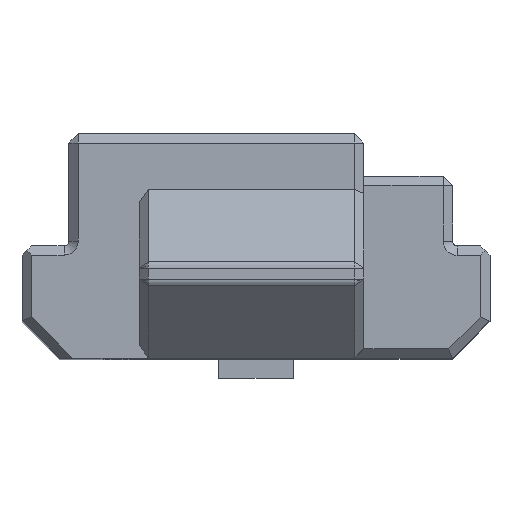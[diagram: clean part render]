
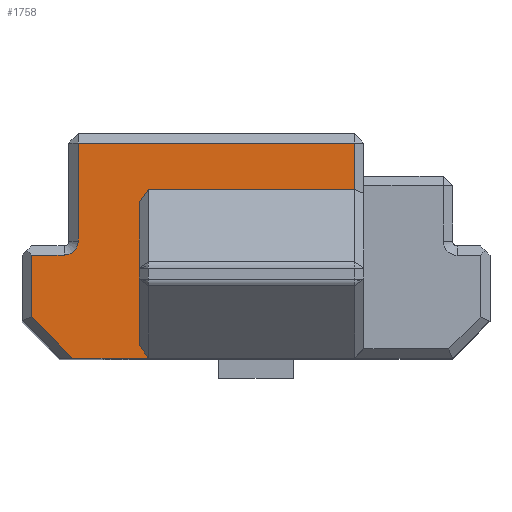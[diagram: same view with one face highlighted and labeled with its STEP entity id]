
A CAD part, top view. The second image highlights one B-rep face of the part: STEP entity #1758.
In plain terms, the highlighted planar face has unit normal (0, 0, 1).
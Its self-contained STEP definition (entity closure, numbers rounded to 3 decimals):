
#41 = LINE ( 'NONE', #705, #661 ) ;
#42 = EDGE_CURVE ( 'NONE', #2939, #2629, #2774, .T. ) ;
#63 = LINE ( 'NONE', #1053, #1026 ) ;
#147 = CARTESIAN_POINT ( 'NONE',  ( -19.566, -11.98, 45. ) ) ;
#184 = DIRECTION ( 'NONE',  ( -1., 0., 0. ) ) ;
#194 = CARTESIAN_POINT ( 'NONE',  ( -11.48, -11.98, 45. ) ) ;
#199 = VECTOR ( 'NONE', #3810, 1000. ) ;
#211 = VECTOR ( 'NONE', #2561, 1000. ) ;
#239 = VERTEX_POINT ( 'NONE', #2562 ) ;
#240 = EDGE_CURVE ( 'NONE', #2580, #1523, #2675, .T. ) ;
#255 = LINE ( 'NONE', #4237, #3807 ) ;
#355 = AXIS2_PLACEMENT_3D ( 'NONE', #2487, #3206, #184 ) ;
#524 = ORIENTED_EDGE ( 'NONE', *, *, #3419, .T. ) ;
#652 = ORIENTED_EDGE ( 'NONE', *, *, #2329, .T. ) ;
#661 = VECTOR ( 'NONE', #2742, 1000. ) ;
#705 = CARTESIAN_POINT ( 'NONE',  ( -12.48, -11.98, 45. ) ) ;
#881 = DIRECTION ( 'NONE',  ( 0., 0., -1. ) ) ;
#925 = CARTESIAN_POINT ( 'NONE',  ( -24.98, 6.02, 45. ) ) ;
#931 = LINE ( 'NONE', #2882, #1582 ) ;
#934 = VERTEX_POINT ( 'NONE', #147 ) ;
#952 = VERTEX_POINT ( 'NONE', #3170 ) ;
#962 = DIRECTION ( 'NONE',  ( 0.577, 0.816, 0. ) ) ;
#1026 = VECTOR ( 'NONE', #1379, 1000. ) ;
#1053 = CARTESIAN_POINT ( 'NONE',  ( -18.98, 11.98, 45. ) ) ;
#1203 = ORIENTED_EDGE ( 'NONE', *, *, #1750, .T. ) ;
#1250 = DIRECTION ( 'NONE',  ( 0., -1., 0. ) ) ;
#1270 = CARTESIAN_POINT ( 'NONE',  ( -18.98, 10.98, 45. ) ) ;
#1298 = EDGE_LOOP ( 'NONE', ( #2387, #1203, #2544, #4296, #1646, #652, #3421, #524, #2731, #1465, #2286, #2872 ) ) ;
#1379 = DIRECTION ( 'NONE',  ( 0., -1., 0. ) ) ;
#1465 = ORIENTED_EDGE ( 'NONE', *, *, #3957, .T. ) ;
#1523 = VERTEX_POINT ( 'NONE', #2611 ) ;
#1582 = VECTOR ( 'NONE', #3254, 1000. ) ;
#1644 = VERTEX_POINT ( 'NONE', #4101 ) ;
#1646 = ORIENTED_EDGE ( 'NONE', *, *, #4051, .F. ) ;
#1750 = EDGE_CURVE ( 'NONE', #1644, #934, #3832, .T. ) ;
#1758 = ADVANCED_FACE ( 'NONE', ( #1873 ), #1798, .F. ) ;
#1798 = PLANE ( 'NONE',  #355 ) ;
#1828 = VERTEX_POINT ( 'NONE', #3315 ) ;
#1853 = DIRECTION ( 'NONE',  ( 0., 1., 0. ) ) ;
#1873 = FACE_OUTER_BOUND ( 'NONE', #1298, .T. ) ;
#1884 = VERTEX_POINT ( 'NONE', #1270 ) ;
#1949 = EDGE_CURVE ( 'NONE', #952, #1644, #3601, .T. ) ;
#1952 = EDGE_CURVE ( 'NONE', #1828, #239, #2604, .T. ) ;
#2234 = DIRECTION ( 'NONE',  ( -1., 0., 0. ) ) ;
#2275 = DIRECTION ( 'NONE',  ( 1., 0., 0. ) ) ;
#2286 = ORIENTED_EDGE ( 'NONE', *, *, #240, .T. ) ;
#2329 = EDGE_CURVE ( 'NONE', #3916, #1828, #3963, .T. ) ;
#2387 = ORIENTED_EDGE ( 'NONE', *, *, #1949, .T. ) ;
#2487 = CARTESIAN_POINT ( 'NONE',  ( 24.98, 11.98, 45. ) ) ;
#2544 = ORIENTED_EDGE ( 'NONE', *, *, #2778, .T. ) ;
#2548 = AXIS2_PLACEMENT_3D ( 'NONE', #3883, #881, #2234 ) ;
#2556 = VECTOR ( 'NONE', #962, 1000. ) ;
#2561 = DIRECTION ( 'NONE',  ( 0.707, -0.707, 0. ) ) ;
#2562 = CARTESIAN_POINT ( 'NONE',  ( 10.52, 6.02, 45. ) ) ;
#2580 = VERTEX_POINT ( 'NONE', #3912 ) ;
#2604 = LINE ( 'NONE', #925, #4070 ) ;
#2611 = CARTESIAN_POINT ( 'NONE',  ( -20.48, -0.98, 45. ) ) ;
#2629 = VERTEX_POINT ( 'NONE', #3167 ) ;
#2635 = LINE ( 'NONE', #3955, #4090 ) ;
#2675 = CIRCLE ( 'NONE', #2548, 1.5 ) ;
#2691 = CARTESIAN_POINT ( 'NONE',  ( 10.52, 10.98, 45. ) ) ;
#2714 = DIRECTION ( 'NONE',  ( 1., 0., 0. ) ) ;
#2731 = ORIENTED_EDGE ( 'NONE', *, *, #3391, .T. ) ;
#2742 = DIRECTION ( 'NONE',  ( 0., -1., 0. ) ) ;
#2774 = LINE ( 'NONE', #3116, #199 ) ;
#2775 = VECTOR ( 'NONE', #4214, 1000. ) ;
#2778 = EDGE_CURVE ( 'NONE', #934, #2939, #2635, .T. ) ;
#2817 = VECTOR ( 'NONE', #1250, 1000. ) ;
#2862 = LINE ( 'NONE', #3863, #2775 ) ;
#2872 = ORIENTED_EDGE ( 'NONE', *, *, #3369, .T. ) ;
#2882 = CARTESIAN_POINT ( 'NONE',  ( 24.98, -0.98, 45. ) ) ;
#2939 = VERTEX_POINT ( 'NONE', #194 ) ;
#3116 = CARTESIAN_POINT ( 'NONE',  ( -10.622, -13.194, 45. ) ) ;
#3167 = CARTESIAN_POINT ( 'NONE',  ( -12.48, -10.566, 45. ) ) ;
#3170 = CARTESIAN_POINT ( 'NONE',  ( -23.98, -0.98, 45. ) ) ;
#3206 = DIRECTION ( 'NONE',  ( 0., 0., -1. ) ) ;
#3254 = DIRECTION ( 'NONE',  ( -1., 0., 0. ) ) ;
#3315 = CARTESIAN_POINT ( 'NONE',  ( -11.48, 6.02, 45. ) ) ;
#3369 = EDGE_CURVE ( 'NONE', #1523, #952, #931, .T. ) ;
#3391 = EDGE_CURVE ( 'NONE', #3485, #1884, #2862, .T. ) ;
#3419 = EDGE_CURVE ( 'NONE', #239, #3485, #255, .T. ) ;
#3421 = ORIENTED_EDGE ( 'NONE', *, *, #1952, .T. ) ;
#3485 = VERTEX_POINT ( 'NONE', #2691 ) ;
#3601 = LINE ( 'NONE', #4254, #2817 ) ;
#3807 = VECTOR ( 'NONE', #1853, 1000. ) ;
#3810 = DIRECTION ( 'NONE',  ( -0.577, 0.816, 0. ) ) ;
#3832 = LINE ( 'NONE', #4140, #211 ) ;
#3863 = CARTESIAN_POINT ( 'NONE',  ( 24.98, 10.98, 45. ) ) ;
#3883 = CARTESIAN_POINT ( 'NONE',  ( -20.48, 0.52, 45. ) ) ;
#3912 = CARTESIAN_POINT ( 'NONE',  ( -18.98, 0.52, 45. ) ) ;
#3916 = VERTEX_POINT ( 'NONE', #4331 ) ;
#3955 = CARTESIAN_POINT ( 'NONE',  ( -12.48, -11.98, 45. ) ) ;
#3957 = EDGE_CURVE ( 'NONE', #1884, #2580, #63, .T. ) ;
#3963 = LINE ( 'NONE', #3999, #2556 ) ;
#3999 = CARTESIAN_POINT ( 'NONE',  ( 3.483, 27.181, 45. ) ) ;
#4051 = EDGE_CURVE ( 'NONE', #3916, #2629, #41, .T. ) ;
#4070 = VECTOR ( 'NONE', #2275, 1000. ) ;
#4090 = VECTOR ( 'NONE', #2714, 1000. ) ;
#4101 = CARTESIAN_POINT ( 'NONE',  ( -23.98, -7.566, 45. ) ) ;
#4140 = CARTESIAN_POINT ( 'NONE',  ( -20.273, -11.273, 45. ) ) ;
#4214 = DIRECTION ( 'NONE',  ( -1., 0., 0. ) ) ;
#4237 = CARTESIAN_POINT ( 'NONE',  ( 10.52, 11.98, 45. ) ) ;
#4254 = CARTESIAN_POINT ( 'NONE',  ( -23.98, 11.98, 45. ) ) ;
#4296 = ORIENTED_EDGE ( 'NONE', *, *, #42, .T. ) ;
#4331 = CARTESIAN_POINT ( 'NONE',  ( -12.48, 4.606, 45. ) ) ;
